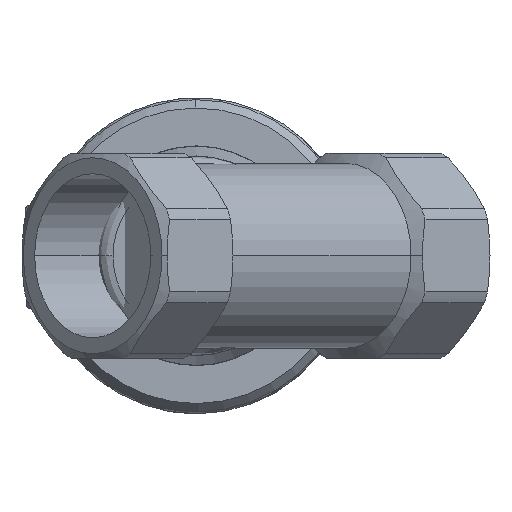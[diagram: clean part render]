
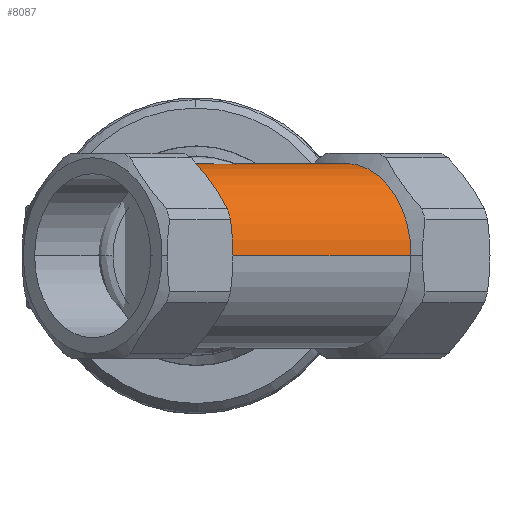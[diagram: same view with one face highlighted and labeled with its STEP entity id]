
A CAD part, front view. The second image highlights one B-rep face of the part: STEP entity #8087.
In plain terms, the highlighted cylindrical face has radius 22.5 mm (diameter 45 mm), a partial arc.
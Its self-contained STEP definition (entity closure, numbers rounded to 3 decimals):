
#535 = ORIENTED_EDGE ( 'NONE', *, *, #8785, .T. ) ;
#673 = ORIENTED_EDGE ( 'NONE', *, *, #5443, .F. ) ;
#699 = DIRECTION ( 'NONE',  ( 0., -1., 0. ) ) ;
#723 = ORIENTED_EDGE ( 'NONE', *, *, #7823, .T. ) ;
#1133 = CARTESIAN_POINT ( 'NONE',  ( -56.275, 22.5, 0. ) ) ;
#1970 = ORIENTED_EDGE ( 'NONE', *, *, #8620, .T. ) ;
#1980 = DIRECTION ( 'NONE',  ( -1., 0., 0. ) ) ;
#2101 = AXIS2_PLACEMENT_3D ( 'NONE', #5780, #8236, #699 ) ;
#2723 = CARTESIAN_POINT ( 'NONE',  ( 30.925, 0., 0. ) ) ;
#2995 = CARTESIAN_POINT ( 'NONE',  ( -31.475, 0., 0. ) ) ;
#3101 = AXIS2_PLACEMENT_3D ( 'NONE', #2995, #8854, #3877 ) ;
#3302 = FACE_OUTER_BOUND ( 'NONE', #4063, .T. ) ;
#3466 = VECTOR ( 'NONE', #8493, 1000. ) ;
#3571 = DIRECTION ( 'NONE',  ( 0., -1., 0. ) ) ;
#3607 = LINE ( 'NONE', #1133, #9982 ) ;
#3877 = DIRECTION ( 'NONE',  ( 0., -1., 0. ) ) ;
#4063 = EDGE_LOOP ( 'NONE', ( #1970, #723, #535, #673 ) ) ;
#4251 = CARTESIAN_POINT ( 'NONE',  ( 30.925, 22.5, 0. ) ) ;
#4449 = VERTEX_POINT ( 'NONE', #5385 ) ;
#4908 = VERTEX_POINT ( 'NONE', #5515 ) ;
#5385 = CARTESIAN_POINT ( 'NONE',  ( -31.475, 22.5, 0. ) ) ;
#5443 = EDGE_CURVE ( 'NONE', #8811, #4908, #5502, .T. ) ;
#5502 = LINE ( 'NONE', #9509, #3466 ) ;
#5515 = CARTESIAN_POINT ( 'NONE',  ( -31.475, -22.5, 0. ) ) ;
#5683 = CIRCLE ( 'NONE', #3101, 22.5 ) ;
#5692 = CYLINDRICAL_SURFACE ( 'NONE', #2101, 22.5 ) ;
#5780 = CARTESIAN_POINT ( 'NONE',  ( -56.275, 0., 0. ) ) ;
#6257 = VERTEX_POINT ( 'NONE', #4251 ) ;
#6818 = CIRCLE ( 'NONE', #8974, 22.5 ) ;
#7823 = EDGE_CURVE ( 'NONE', #6257, #4449, #3607, .T. ) ;
#8087 = ADVANCED_FACE ( 'NONE', ( #3302 ), #5692, .T. ) ;
#8236 = DIRECTION ( 'NONE',  ( -1., 0., 0. ) ) ;
#8493 = DIRECTION ( 'NONE',  ( -1., 0., 0. ) ) ;
#8555 = DIRECTION ( 'NONE',  ( -1., 0., 0. ) ) ;
#8620 = EDGE_CURVE ( 'NONE', #8811, #6257, #6818, .T. ) ;
#8785 = EDGE_CURVE ( 'NONE', #4449, #4908, #5683, .T. ) ;
#8811 = VERTEX_POINT ( 'NONE', #9751 ) ;
#8854 = DIRECTION ( 'NONE',  ( 1., 0., 0. ) ) ;
#8974 = AXIS2_PLACEMENT_3D ( 'NONE', #2723, #8555, #3571 ) ;
#9509 = CARTESIAN_POINT ( 'NONE',  ( -56.275, -22.5, 0. ) ) ;
#9751 = CARTESIAN_POINT ( 'NONE',  ( 30.925, -22.5, 0. ) ) ;
#9982 = VECTOR ( 'NONE', #1980, 1000. ) ;
